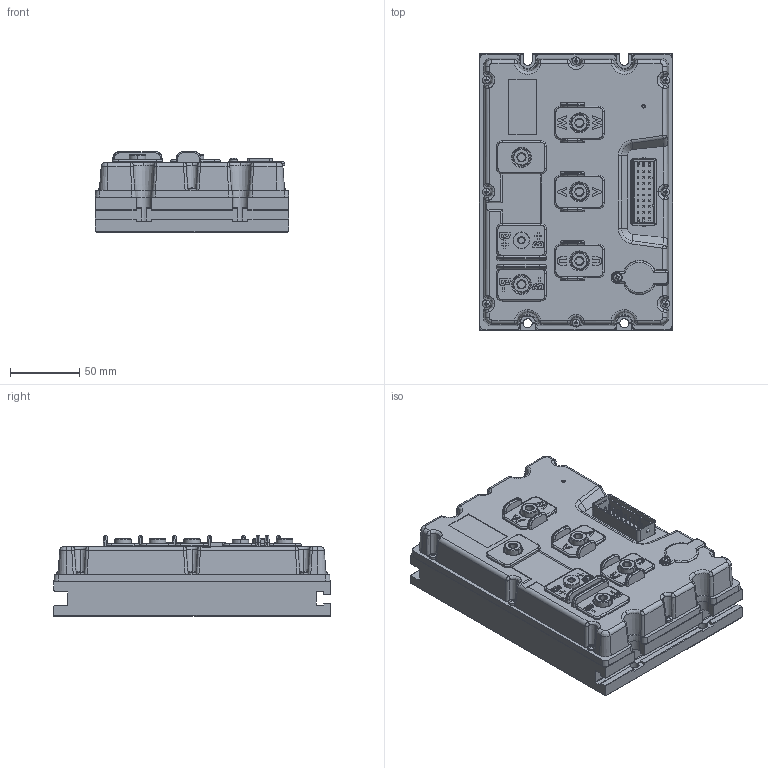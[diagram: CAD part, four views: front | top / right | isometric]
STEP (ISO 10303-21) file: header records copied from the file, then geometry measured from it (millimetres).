
FILE_DESCRIPTION (( 'STEP AP214' ), '1' );
FILE_NAME ('C2x型控制器模型(着色).STEP', '2015-03-26T07:46:57', ( '用户' ), ( '中国' ), 'SwSTEP 2.0', 'SolidWorks 2012', '' );
FILE_SCHEMA (( 'AUTOMOTIVE_DESIGN' ));
Length unit declared in the file: millimetre
Products named in the file (1): C2x倰諷秶ん耀倰(覂伎)
Bounding box: 140.01 x 200 x 58.5 mm (x, y, z)
Volume: 748618.6 mm3; surface area: 210226.1 mm2
Topology: 2 solids, 22 shells, 3186 faces, 8121 edges, 5186 vertices
Faces by surface type: plane 1791, cylinder 652, bspline 477, cone 266
Entity records: 151929 total; most frequent: CARTESIAN_POINT 43374, ORIENTED_EDGE 16154, DIRECTION 13812, EDGE_CURVE 8077, VERTEX_POINT 5186, LINE 4938, VECTOR 4938, AXIS2_PLACEMENT_3D 4437
